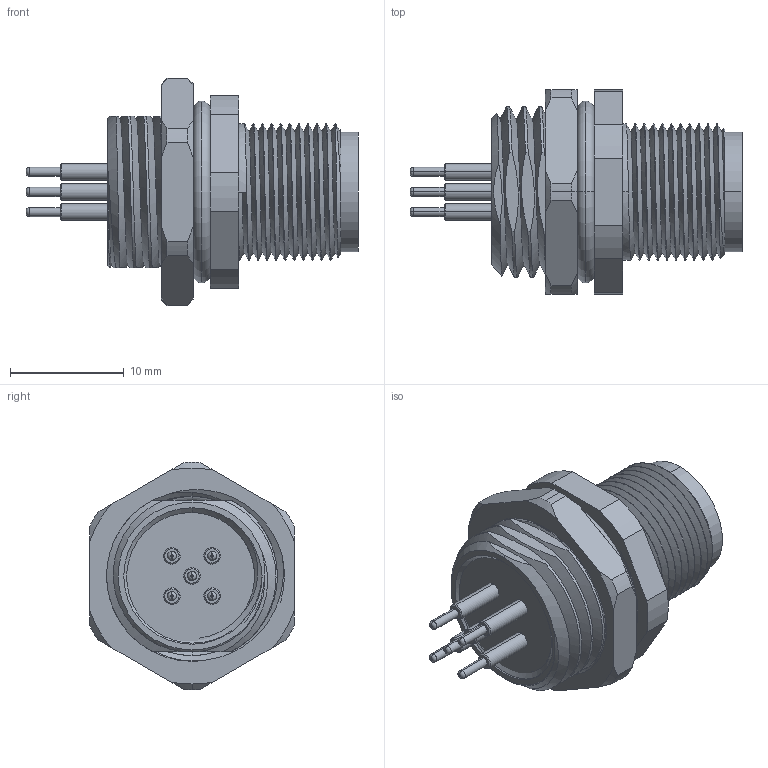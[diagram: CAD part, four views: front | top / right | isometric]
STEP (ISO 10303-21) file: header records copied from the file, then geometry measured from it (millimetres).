
FILE_DESCRIPTION (( 'STEP AP203' ), '1' );
FILE_NAME ('54-00210.STEP', '2020-10-15T17:13:47', ( '' ), ( '' ), 'SwSTEP 2.0', 'SolidWorks 2015', '' );
FILE_SCHEMA (( 'CONFIG_CONTROL_DESIGN' ));
Length unit declared in the file: millimetre
Products named in the file (6): 54-00210-03___; 54-00210-05___; 54-00210-01___; 54-00210-02; 54-00210; 54-00210-04___
Assembly tree (9 placements, depth 2):
  54-00210
    54-00210-01___
    54-00210-02
    54-00210-04___
    54-00210-05___
    54-00210-03___  x5
Bounding box: 29.2 x 18 x 20 mm (x, y, z)
Volume: 2828.9 mm3; surface area: 5413.1 mm2
Topology: 9 solids, 9 shells, 361 faces, 859 edges, 548 vertices
Faces by surface type: cylinder 159, plane 94, cone 53, torus 44, bspline 11
Entity records: 12350 total; most frequent: CARTESIAN_POINT 5828, ORIENTED_EDGE 1286, DIRECTION 1157, EDGE_CURVE 643, AXIS2_PLACEMENT_3D 463, VERTEX_POINT 420, EDGE_LOOP 281, ADVANCED_FACE 249
